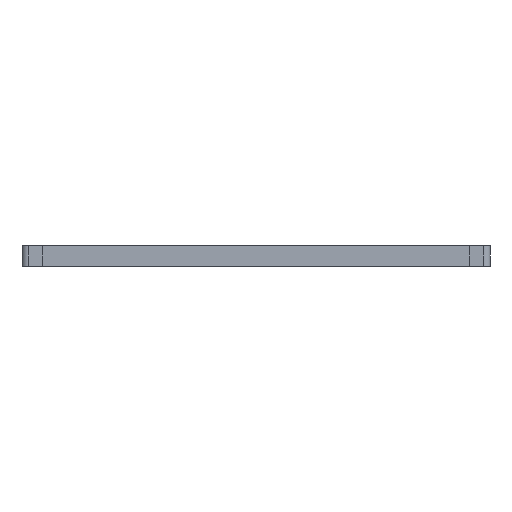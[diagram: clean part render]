
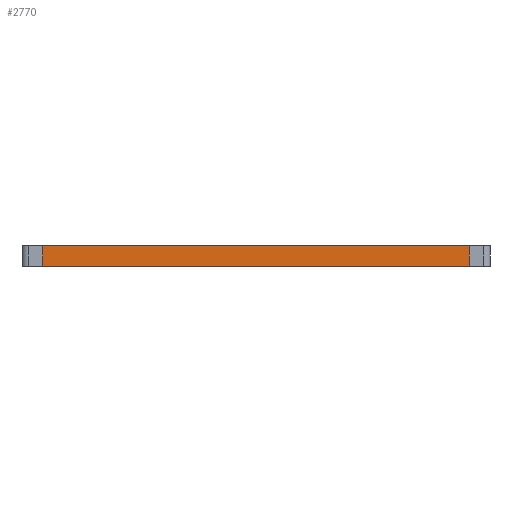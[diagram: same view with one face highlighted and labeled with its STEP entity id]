
A CAD part, front view. The second image highlights one B-rep face of the part: STEP entity #2770.
In plain terms, the highlighted planar face has unit normal (0, -1, 0).
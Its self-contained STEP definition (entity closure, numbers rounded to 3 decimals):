
#213 = LINE ( 'NONE', #2268, #298 ) ;
#249 = ORIENTED_EDGE ( 'NONE', *, *, #2018, .F. ) ;
#251 = LINE ( 'NONE', #1667, #3390 ) ;
#298 = VECTOR ( 'NONE', #1924, 1000. ) ;
#361 = CARTESIAN_POINT ( 'NONE',  ( 70., -130., 6.8 ) ) ;
#395 = VERTEX_POINT ( 'NONE', #715 ) ;
#434 = DIRECTION ( 'NONE',  ( 0., 0., -1. ) ) ;
#663 = ORIENTED_EDGE ( 'NONE', *, *, #2737, .T. ) ;
#674 = ORIENTED_EDGE ( 'NONE', *, *, #3614, .F. ) ;
#715 = CARTESIAN_POINT ( 'NONE',  ( -70., -130., 0. ) ) ;
#753 = CARTESIAN_POINT ( 'NONE',  ( 70., -130., 6.8 ) ) ;
#1278 = FACE_OUTER_BOUND ( 'NONE', #2493, .T. ) ;
#1358 = CARTESIAN_POINT ( 'NONE',  ( -70., -130., 0. ) ) ;
#1400 = PLANE ( 'NONE',  #1524 ) ;
#1524 = AXIS2_PLACEMENT_3D ( 'NONE', #2745, #1625, #1747 ) ;
#1594 = VERTEX_POINT ( 'NONE', #1786 ) ;
#1625 = DIRECTION ( 'NONE',  ( 0., 1., 0. ) ) ;
#1667 = CARTESIAN_POINT ( 'NONE',  ( -70., -130., 6.8 ) ) ;
#1747 = DIRECTION ( 'NONE',  ( 0., 0., 1. ) ) ;
#1786 = CARTESIAN_POINT ( 'NONE',  ( 70., -130., 0. ) ) ;
#1924 = DIRECTION ( 'NONE',  ( 1., 0., 0. ) ) ;
#1948 = VERTEX_POINT ( 'NONE', #3100 ) ;
#2018 = EDGE_CURVE ( 'NONE', #2797, #1594, #2996, .T. ) ;
#2268 = CARTESIAN_POINT ( 'NONE',  ( -70., -130., 6.8 ) ) ;
#2401 = VECTOR ( 'NONE', #2738, 1000. ) ;
#2493 = EDGE_LOOP ( 'NONE', ( #2950, #249, #674, #663 ) ) ;
#2584 = EDGE_CURVE ( 'NONE', #395, #1594, #3521, .T. ) ;
#2737 = EDGE_CURVE ( 'NONE', #1948, #395, #251, .T. ) ;
#2738 = DIRECTION ( 'NONE',  ( 0., 0., -1. ) ) ;
#2745 = CARTESIAN_POINT ( 'NONE',  ( -70., -130., 6.8 ) ) ;
#2770 = ADVANCED_FACE ( 'NONE', ( #1278 ), #1400, .F. ) ;
#2797 = VERTEX_POINT ( 'NONE', #361 ) ;
#2950 = ORIENTED_EDGE ( 'NONE', *, *, #2584, .T. ) ;
#2996 = LINE ( 'NONE', #753, #2401 ) ;
#3100 = CARTESIAN_POINT ( 'NONE',  ( -70., -130., 6.8 ) ) ;
#3390 = VECTOR ( 'NONE', #434, 1000. ) ;
#3521 = LINE ( 'NONE', #1358, #3617 ) ;
#3547 = DIRECTION ( 'NONE',  ( 1., 0., 0. ) ) ;
#3614 = EDGE_CURVE ( 'NONE', #1948, #2797, #213, .T. ) ;
#3617 = VECTOR ( 'NONE', #3547, 1000. ) ;
